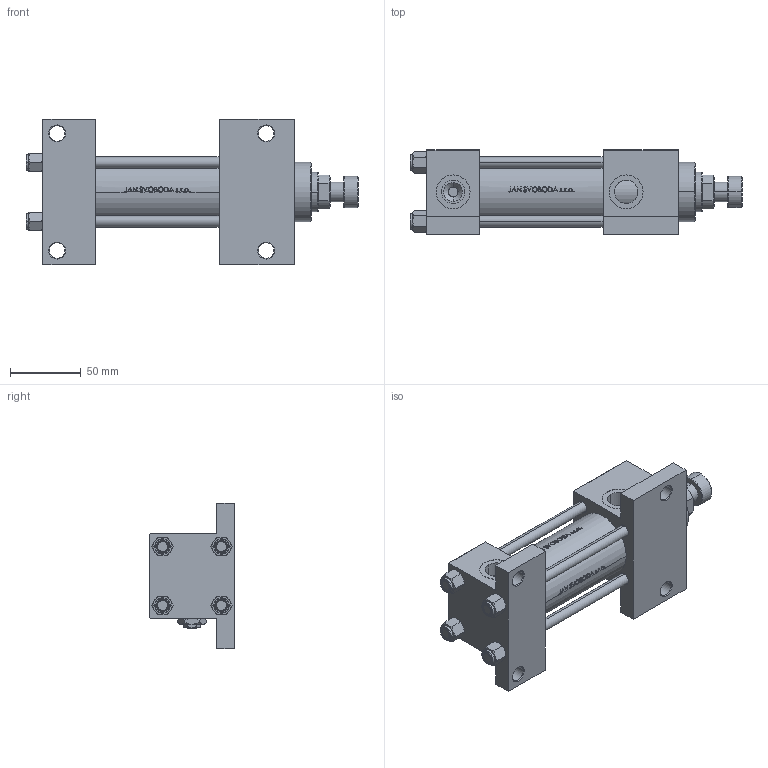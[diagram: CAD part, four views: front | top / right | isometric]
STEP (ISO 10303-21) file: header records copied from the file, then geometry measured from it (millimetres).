
FILE_DESCRIPTION (( 'STEP AP203' ), '1' );
FILE_NAME ('99fa.STEP', '2022-04-16T04:30:10', ( '' ), ( '' ), 'SwSTEP 2.0', 'SolidWorks 2019', '' );
FILE_SCHEMA (( 'CONFIG_CONTROL_DESIGN' ));
Length unit declared in the file: millimetre
Products named in the file (8): NUT_M5_G 68fd4fdabd3035720ca83a6bdc8b7b74; 99fa; V215_VC_A 68fd4fdabd3035720ca83a6bdc8b7b74; V215CR_G_TYCINKA 68fd4fdabd3035720ca83a6bdc8b7b74; V215CR_VCP_G 68fd4fdabd3035720ca83a6bdc8b7b74; V215CR_ROD_END_W 68fd4fdabd3035720ca83a6bdc8b7b74; Zatka_pro_OIL_PORT 68fd4fdabd3035720ca83a6bdc8b7b74; V215CR_G_Body 68fd4fdabd3035720ca83a6bdc8b7b74
Assembly tree (18 placements, depth 2):
  99fa
    V215CR_G_Body 68fd4fdabd3035720ca83a6bdc8b7b74
    V215CR_VCP_G 68fd4fdabd3035720ca83a6bdc8b7b74
    V215CR_G_TYCINKA 68fd4fdabd3035720ca83a6bdc8b7b74  x6
    NUT_M5_G 68fd4fdabd3035720ca83a6bdc8b7b74  x6
    V215_VC_A 68fd4fdabd3035720ca83a6bdc8b7b74
    V215CR_ROD_END_W 68fd4fdabd3035720ca83a6bdc8b7b74
    Zatka_pro_OIL_PORT 68fd4fdabd3035720ca83a6bdc8b7b74  x2
Bounding box: 235 x 60 x 103 mm (x, y, z)
Volume: 527650.4 mm3; surface area: 149045.1 mm2
Topology: 18 solids, 18 shells, 1284 faces, 3178 edges, 2019 vertices
Faces by surface type: plane 504, bspline 380, cone 232, cylinder 152, torus 16
Entity records: 50084 total; most frequent: CARTESIAN_POINT 26563, ORIENTED_EDGE 5320, DIRECTION 3376, EDGE_CURVE 2660, VERTEX_POINT 1721, VECTOR 1348, LINE 1348, EDGE_LOOP 1149
